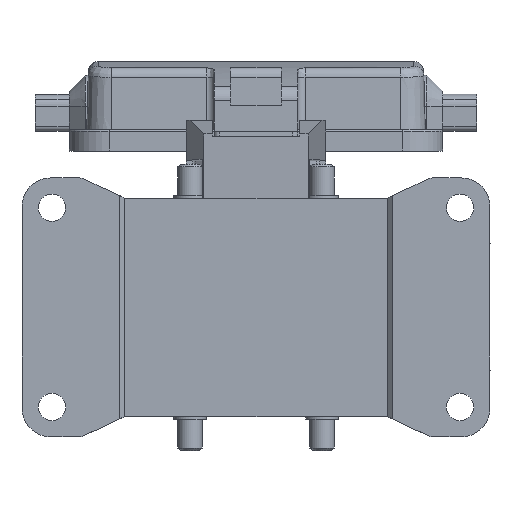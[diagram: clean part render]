
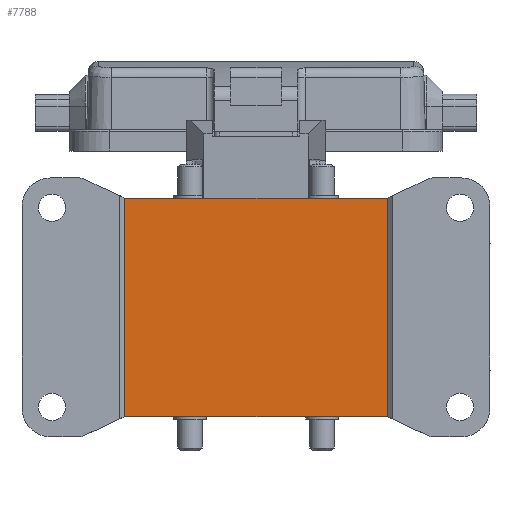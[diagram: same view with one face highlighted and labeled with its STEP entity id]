
A CAD part, front view. The second image highlights one B-rep face of the part: STEP entity #7788.
In plain terms, the highlighted planar face has unit normal (0, -1, 0).
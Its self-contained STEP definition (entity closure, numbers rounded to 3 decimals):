
#121 = CARTESIAN_POINT ( 'NONE',  ( -26.404, -52.5, 21.941 ) ) ;
#138 = CARTESIAN_POINT ( 'NONE',  ( 26.404, -52.5, 21.941 ) ) ;
#155 = CARTESIAN_POINT ( 'NONE',  ( 26.422, -52.5, 21.949 ) ) ;
#1265 = LINE ( 'NONE', #1266, #3884 ) ;
#1266 = CARTESIAN_POINT ( 'NONE',  ( 30.935, -52.5, -21.941 ) ) ;
#1267 = DIRECTION ( 'NONE',  ( -1., 0., 0. ) ) ;
#3828 = VECTOR ( 'NONE', #18251, 1000. ) ;
#3884 = VECTOR ( 'NONE', #1267, 1000. ) ;
#4316 = CARTESIAN_POINT ( 'NONE',  ( 26.422, -52.5, -21.949 ) ) ;
#5226 = VERTEX_POINT ( 'NONE', #4316 ) ;
#5287 = VERTEX_POINT ( 'NONE', #22538 ) ;
#7593 = VERTEX_POINT ( 'NONE', #14356 ) ;
#7788 = ADVANCED_FACE ( 'NONE', ( #14817 ), #9282, .T. ) ;
#8232 = CARTESIAN_POINT ( 'NONE',  ( -26.422, -52.5, -21.949 ) ) ;
#8246 = CARTESIAN_POINT ( 'NONE',  ( 26.404, -52.5, -21.941 ) ) ;
#8409 = VERTEX_POINT ( 'NONE', #8232 ) ;
#8423 = VERTEX_POINT ( 'NONE', #8246 ) ;
#8493 = VERTEX_POINT ( 'NONE', #121 ) ;
#8510 = VERTEX_POINT ( 'NONE', #138 ) ;
#8527 = VERTEX_POINT ( 'NONE', #155 ) ;
#9282 = PLANE ( 'NONE',  #14819 ) ;
#9283 = CARTESIAN_POINT ( 'NONE',  ( 0., -52.5, 0. ) ) ;
#9284 = DIRECTION ( 'NONE',  ( 0., -1., 0. ) ) ;
#9285 = DIRECTION ( 'NONE',  ( 0., 0., -1. ) ) ;
#11173 = ORIENTED_EDGE ( 'NONE', *, *, #12982, .T. ) ;
#11174 = ORIENTED_EDGE ( 'NONE', *, *, #12983, .F. ) ;
#11175 = ORIENTED_EDGE ( 'NONE', *, *, #12985, .T. ) ;
#11176 = ORIENTED_EDGE ( 'NONE', *, *, #21408, .T. ) ;
#11177 = ORIENTED_EDGE ( 'NONE', *, *, #12981, .T. ) ;
#11178 = ORIENTED_EDGE ( 'NONE', *, *, #12984, .F. ) ;
#11179 = ORIENTED_EDGE ( 'NONE', *, *, #21505, .F. ) ;
#11180 = ORIENTED_EDGE ( 'NONE', *, *, #12980, .F. ) ;
#12980 = EDGE_CURVE ( 'NONE', #7593, #8409, #20495, .T. ) ;
#12981 = EDGE_CURVE ( 'NONE', #5287, #8409, #20498, .T. ) ;
#12982 = EDGE_CURVE ( 'NONE', #8423, #5226, #20501, .T. ) ;
#12983 = EDGE_CURVE ( 'NONE', #8510, #8527, #20504, .T. ) ;
#12984 = EDGE_CURVE ( 'NONE', #5287, #8493, #20507, .T. ) ;
#12985 = EDGE_CURVE ( 'NONE', #5226, #8527, #20510, .T. ) ;
#13380 = VECTOR ( 'NONE', #20497, 1000. ) ;
#13381 = VECTOR ( 'NONE', #20500, 1000. ) ;
#13382 = VECTOR ( 'NONE', #20503, 1000. ) ;
#13383 = VECTOR ( 'NONE', #20506, 1000. ) ;
#13384 = VECTOR ( 'NONE', #20509, 1000. ) ;
#13385 = VECTOR ( 'NONE', #20512, 1000. ) ;
#14356 = CARTESIAN_POINT ( 'NONE',  ( -26.404, -52.5, -21.941 ) ) ;
#14817 = FACE_OUTER_BOUND ( 'NONE', #23379, .T. ) ;
#14819 = AXIS2_PLACEMENT_3D ( 'NONE', #9283, #9284, #9285 ) ;
#18249 = LINE ( 'NONE', #18250, #3828 ) ;
#18250 = CARTESIAN_POINT ( 'NONE',  ( 0., -52.5, 21.941 ) ) ;
#18251 = DIRECTION ( 'NONE',  ( -1., 0., 0. ) ) ;
#20495 = LINE ( 'NONE', #20496, #13380 ) ;
#20496 = CARTESIAN_POINT ( 'NONE',  ( -35., -52.5, -26. ) ) ;
#20497 = DIRECTION ( 'NONE',  ( -0.904, 0., -0.427 ) ) ;
#20498 = LINE ( 'NONE', #20499, #13381 ) ;
#20499 = CARTESIAN_POINT ( 'NONE',  ( -26.422, -52.5, 0. ) ) ;
#20500 = DIRECTION ( 'NONE',  ( 0., 0., -1. ) ) ;
#20501 = LINE ( 'NONE', #20502, #13382 ) ;
#20502 = CARTESIAN_POINT ( 'NONE',  ( 26.404, -52.5, -21.941 ) ) ;
#20503 = DIRECTION ( 'NONE',  ( 0.904, 0., -0.427 ) ) ;
#20504 = LINE ( 'NONE', #20505, #13383 ) ;
#20505 = CARTESIAN_POINT ( 'NONE',  ( 35., -52.5, 26. ) ) ;
#20506 = DIRECTION ( 'NONE',  ( 0.904, 0., 0.427 ) ) ;
#20507 = LINE ( 'NONE', #20508, #13384 ) ;
#20508 = CARTESIAN_POINT ( 'NONE',  ( -26., -52.5, 21.75 ) ) ;
#20509 = DIRECTION ( 'NONE',  ( 0.904, 0., -0.427 ) ) ;
#20510 = LINE ( 'NONE', #20511, #13385 ) ;
#20511 = CARTESIAN_POINT ( 'NONE',  ( 26.422, -52.5, 0. ) ) ;
#20512 = DIRECTION ( 'NONE',  ( 0., 0., 1. ) ) ;
#21408 = EDGE_CURVE ( 'NONE', #8510, #8493, #18249, .T. ) ;
#21505 = EDGE_CURVE ( 'NONE', #8423, #7593, #1265, .T. ) ;
#22538 = CARTESIAN_POINT ( 'NONE',  ( -26.422, -52.5, 21.949 ) ) ;
#23379 = EDGE_LOOP ( 'NONE', ( #11173, #11175, #11174, #11176, #11178, #11177, #11180, #11179 ) ) ;
